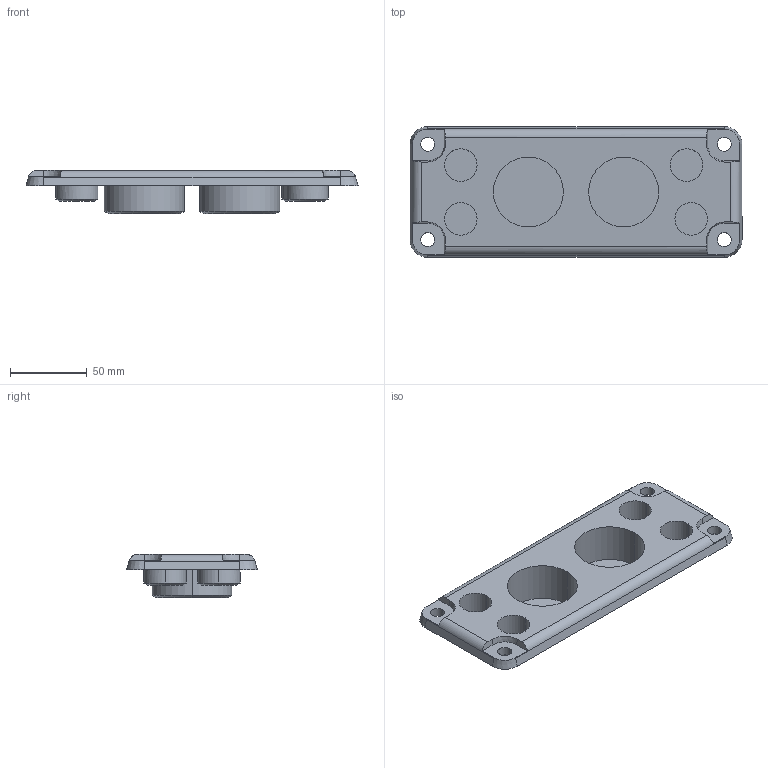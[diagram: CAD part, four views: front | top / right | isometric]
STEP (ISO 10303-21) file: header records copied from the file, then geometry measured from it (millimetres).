
FILE_DESCRIPTION (( 'STEP AP214' ), '1' );
FILE_NAME ('FIBOX MB10019.STEP', '2015-10-23T06:35:04', ( '' ), ( '' ), 'SwSTEP 2.0', 'SolidWorks 2014', '' );
FILE_SCHEMA (( 'AUTOMOTIVE_DESIGN' ));
Length unit declared in the file: millimetre
Products named in the file (1): FIBOX MB10019
Bounding box: 216 x 85 x 28 mm (x, y, z)
Volume: 110176.5 mm3; surface area: 68834.7 mm2
Topology: 1 solids, 1 shells, 114 faces, 294 edges, 192 vertices
Faces by surface type: plane 43, cylinder 36, cone 35
Entity records: 3574 total; most frequent: CARTESIAN_POINT 667, DIRECTION 630, ORIENTED_EDGE 588, EDGE_CURVE 294, AXIS2_PLACEMENT_3D 243, VERTEX_POINT 192, VECTOR 144, LINE 144
